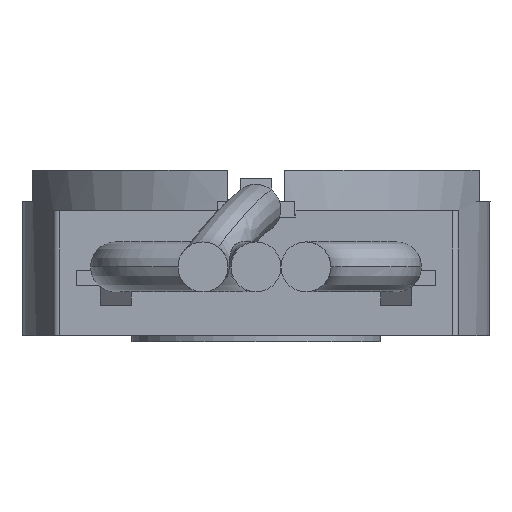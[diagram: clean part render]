
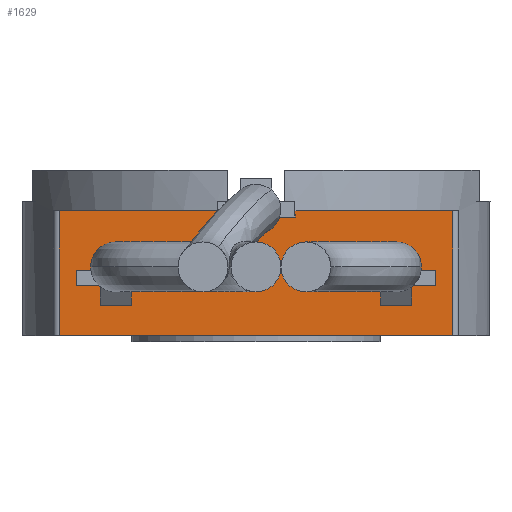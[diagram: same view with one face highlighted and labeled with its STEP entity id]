
A CAD part, front view. The second image highlights one B-rep face of the part: STEP entity #1629.
In plain terms, the highlighted planar face has unit normal (0, -1, 0).
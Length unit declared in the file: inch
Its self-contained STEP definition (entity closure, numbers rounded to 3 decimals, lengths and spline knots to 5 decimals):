
#74=FACE_BOUND('',#269,.T.);
#75=FACE_BOUND('',#270,.T.);
#104=PLANE('',#1766);
#178=FACE_OUTER_BOUND('',#268,.T.);
#268=EDGE_LOOP('',(#1284,#1285,#1286,#1287,#1288,#1289,#1290,#1291));
#269=EDGE_LOOP('',(#1292,#1293,#1294,#1295));
#270=EDGE_LOOP('',(#1296,#1297,#1298,#1299));
#367=LINE('',#2385,#529);
#391=LINE('',#2449,#553);
#399=LINE('',#2468,#561);
#406=LINE('',#2485,#568);
#407=LINE('',#2488,#569);
#408=LINE('',#2490,#570);
#409=LINE('',#2492,#571);
#410=LINE('',#2493,#572);
#411=LINE('',#2496,#573);
#412=LINE('',#2498,#574);
#413=LINE('',#2500,#575);
#414=LINE('',#2501,#576);
#415=LINE('',#2504,#577);
#416=LINE('',#2506,#578);
#417=LINE('',#2508,#579);
#418=LINE('',#2509,#580);
#529=VECTOR('',#1933,0.00787);
#553=VECTOR('',#1997,0.3937);
#561=VECTOR('',#2019,0.3937);
#568=VECTOR('',#2036,0.19882);
#569=VECTOR('',#2039,0.3937);
#570=VECTOR('',#2040,0.15748);
#571=VECTOR('',#2041,0.49606);
#572=VECTOR('',#2042,0.3937);
#573=VECTOR('',#2043,0.09843);
#574=VECTOR('',#2044,0.3937);
#575=VECTOR('',#2045,0.3937);
#576=VECTOR('',#2046,0.3937);
#577=VECTOR('',#2047,0.09843);
#578=VECTOR('',#2048,0.01969);
#579=VECTOR('',#2049,0.09843);
#580=VECTOR('',#2050,0.01969);
#754=VERTEX_POINT('',#2382);
#755=VERTEX_POINT('',#2384);
#774=VERTEX_POINT('',#2446);
#775=VERTEX_POINT('',#2448);
#784=VERTEX_POINT('',#2483);
#785=VERTEX_POINT('',#2487);
#786=VERTEX_POINT('',#2489);
#787=VERTEX_POINT('',#2491);
#788=VERTEX_POINT('',#2494);
#789=VERTEX_POINT('',#2495);
#790=VERTEX_POINT('',#2497);
#791=VERTEX_POINT('',#2499);
#792=VERTEX_POINT('',#2502);
#793=VERTEX_POINT('',#2503);
#794=VERTEX_POINT('',#2505);
#795=VERTEX_POINT('',#2507);
#920=EDGE_CURVE('',#754,#755,#367,.T.);
#954=EDGE_CURVE('',#775,#774,#391,.T.);
#964=EDGE_CURVE('',#755,#774,#399,.T.);
#972=EDGE_CURVE('',#784,#754,#406,.T.);
#973=EDGE_CURVE('',#775,#785,#407,.T.);
#974=EDGE_CURVE('',#784,#786,#408,.T.);
#975=EDGE_CURVE('',#786,#787,#409,.T.);
#976=EDGE_CURVE('',#785,#787,#410,.T.);
#977=EDGE_CURVE('',#788,#789,#411,.T.);
#978=EDGE_CURVE('',#788,#790,#412,.T.);
#979=EDGE_CURVE('',#790,#791,#413,.T.);
#980=EDGE_CURVE('',#791,#789,#414,.T.);
#981=EDGE_CURVE('',#792,#793,#415,.T.);
#982=EDGE_CURVE('',#792,#794,#416,.T.);
#983=EDGE_CURVE('',#794,#795,#417,.T.);
#984=EDGE_CURVE('',#795,#793,#418,.T.);
#1284=ORIENTED_EDGE('',*,*,#973,.F.);
#1285=ORIENTED_EDGE('',*,*,#954,.T.);
#1286=ORIENTED_EDGE('',*,*,#964,.F.);
#1287=ORIENTED_EDGE('',*,*,#920,.F.);
#1288=ORIENTED_EDGE('',*,*,#972,.F.);
#1289=ORIENTED_EDGE('',*,*,#974,.T.);
#1290=ORIENTED_EDGE('',*,*,#975,.T.);
#1291=ORIENTED_EDGE('',*,*,#976,.F.);
#1292=ORIENTED_EDGE('',*,*,#977,.F.);
#1293=ORIENTED_EDGE('',*,*,#978,.T.);
#1294=ORIENTED_EDGE('',*,*,#979,.T.);
#1295=ORIENTED_EDGE('',*,*,#980,.T.);
#1296=ORIENTED_EDGE('',*,*,#981,.F.);
#1297=ORIENTED_EDGE('',*,*,#982,.T.);
#1298=ORIENTED_EDGE('',*,*,#983,.T.);
#1299=ORIENTED_EDGE('',*,*,#984,.T.);
#1629=ADVANCED_FACE('',(#178,#74,#75),#104,.T.);
#1766=AXIS2_PLACEMENT_3D('',#2486,#2037,#2038);
#1933=DIRECTION('',(0.,0.,-1.));
#1997=DIRECTION('',(0.,0.,-1.));
#2019=DIRECTION('',(1.,0.,0.));
#2036=DIRECTION('',(1.,0.,0.));
#2037=DIRECTION('center_axis',(0.,-1.,0.));
#2038=DIRECTION('ref_axis',(0.,0.,-1.));
#2039=DIRECTION('',(1.,0.,0.));
#2040=DIRECTION('',(0.,0.,-1.));
#2041=DIRECTION('',(1.,0.,0.));
#2042=DIRECTION('',(0.,0.,-1.));
#2043=DIRECTION('',(1.,0.,0.));
#2044=DIRECTION('',(0.,0.,1.));
#2045=DIRECTION('',(1.,0.,0.));
#2046=DIRECTION('',(0.,0.,-1.));
#2047=DIRECTION('',(1.,0.,0.));
#2048=DIRECTION('',(0.,0.,1.));
#2049=DIRECTION('',(1.,0.,0.));
#2050=DIRECTION('',(0.,0.,-1.));
#2382=CARTESIAN_POINT('',(-0.04921,-0.29528,0.15748));
#2384=CARTESIAN_POINT('',(-0.04921,-0.29528,0.14961));
#2385=CARTESIAN_POINT('',(-0.04921,-0.29528,0.15748));
#2446=CARTESIAN_POINT('',(0.04921,-0.29528,0.14961));
#2448=CARTESIAN_POINT('',(0.04921,-0.29528,0.15748));
#2449=CARTESIAN_POINT('',(0.04921,-0.29528,0.15748));
#2468=CARTESIAN_POINT('',(-0.04921,-0.29528,0.14961));
#2483=CARTESIAN_POINT('',(-0.24803,-0.29528,0.15748));
#2485=CARTESIAN_POINT('',(-0.24803,-0.29528,0.15748));
#2486=CARTESIAN_POINT('Origin',(-0.25591,-0.29528,0.));
#2487=CARTESIAN_POINT('',(0.24803,-0.29528,0.15748));
#2488=CARTESIAN_POINT('',(0.04921,-0.29528,0.15748));
#2489=CARTESIAN_POINT('',(-0.24803,-0.29528,0.));
#2490=CARTESIAN_POINT('',(-0.24803,-0.29528,0.15748));
#2491=CARTESIAN_POINT('',(0.24803,-0.29528,0.));
#2492=CARTESIAN_POINT('',(-0.24803,-0.29528,0.));
#2493=CARTESIAN_POINT('',(0.24803,-0.29528,0.15748));
#2494=CARTESIAN_POINT('',(0.12795,-0.29528,0.06299));
#2495=CARTESIAN_POINT('',(0.22638,-0.29528,0.06299));
#2496=CARTESIAN_POINT('',(0.12795,-0.29528,0.06299));
#2497=CARTESIAN_POINT('',(0.12795,-0.29528,0.08268));
#2498=CARTESIAN_POINT('',(0.12795,-0.29528,0.06299));
#2499=CARTESIAN_POINT('',(0.22638,-0.29528,0.08268));
#2500=CARTESIAN_POINT('',(0.12795,-0.29528,0.08268));
#2501=CARTESIAN_POINT('',(0.22638,-0.29528,0.08268));
#2502=CARTESIAN_POINT('',(-0.22638,-0.29528,0.06299));
#2503=CARTESIAN_POINT('',(-0.12795,-0.29528,0.06299));
#2504=CARTESIAN_POINT('',(-0.22638,-0.29528,0.06299));
#2505=CARTESIAN_POINT('',(-0.22638,-0.29528,0.08268));
#2506=CARTESIAN_POINT('',(-0.22638,-0.29528,0.06299));
#2507=CARTESIAN_POINT('',(-0.12795,-0.29528,0.08268));
#2508=CARTESIAN_POINT('',(-0.22638,-0.29528,0.08268));
#2509=CARTESIAN_POINT('',(-0.12795,-0.29528,0.08268));
